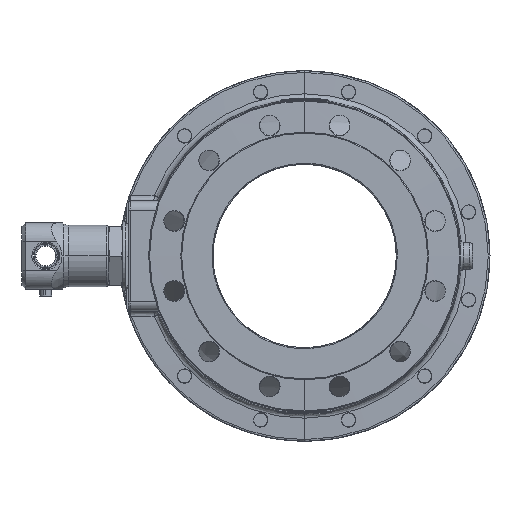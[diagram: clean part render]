
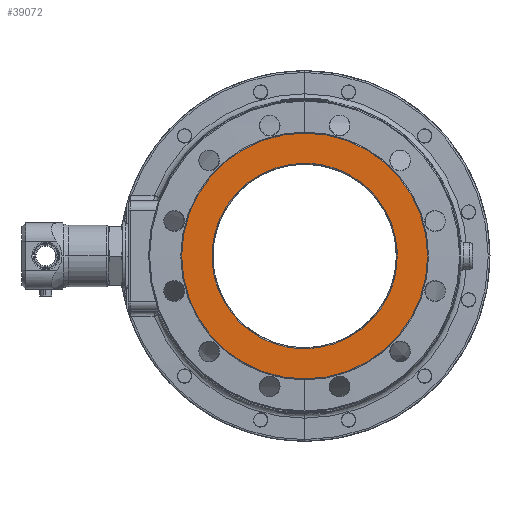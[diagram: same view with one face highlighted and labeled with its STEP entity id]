
A CAD part, left-side view. The second image highlights one B-rep face of the part: STEP entity #39072.
In plain terms, the highlighted planar face has unit normal (-1, 0, 0).
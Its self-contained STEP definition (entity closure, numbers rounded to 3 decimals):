
#38902 = VERTEX_POINT ( 'NONE', #67459 ) ;
#38965 = EDGE_CURVE ( 'NONE', #38966, #38902, #67624, .T. ) ;
#38966 = VERTEX_POINT ( 'NONE', #67674 ) ;
#38978 = EDGE_CURVE ( 'NONE', #38902, #38966, #67661, .T. ) ;
#39033 = ORIENTED_EDGE ( 'NONE', *, *, #39035, .F. ) ;
#39035 = EDGE_CURVE ( 'NONE', #39081, #39080, #67705, .T. ) ;
#39037 = EDGE_LOOP ( 'NONE', ( #39039, #39041 ) ) ;
#39039 = ORIENTED_EDGE ( 'NONE', *, *, #38965, .T. ) ;
#39041 = ORIENTED_EDGE ( 'NONE', *, *, #38978, .T. ) ;
#39072 = ADVANCED_FACE ( 'NONE', ( #67748, #67747 ), #67746, .T. ) ;
#39074 = EDGE_LOOP ( 'NONE', ( #39076, #39033 ) ) ;
#39076 = ORIENTED_EDGE ( 'NONE', *, *, #39078, .F. ) ;
#39078 = EDGE_CURVE ( 'NONE', #39080, #39081, #67740, .T. ) ;
#39080 = VERTEX_POINT ( 'NONE', #67741 ) ;
#39081 = VERTEX_POINT ( 'NONE', #67739 ) ;
#67459 = CARTESIAN_POINT ( 'NONE',  ( -200., 0., -134. ) ) ;
#67620 = DIRECTION ( 'NONE',  ( 0., 0., 1. ) ) ;
#67621 = DIRECTION ( 'NONE',  ( -1., 0., 0. ) ) ;
#67622 = CARTESIAN_POINT ( 'NONE',  ( -200., 0., 0. ) ) ;
#67623 = AXIS2_PLACEMENT_3D ( 'NONE', #67622, #67621, #67620 ) ;
#67624 = CIRCLE ( 'NONE', #67623, 134. ) ;
#67658 = DIRECTION ( 'NONE',  ( 0., 0., 1. ) ) ;
#67659 = DIRECTION ( 'NONE',  ( -1., 0., 0. ) ) ;
#67660 = AXIS2_PLACEMENT_3D ( 'NONE', #67667, #67659, #67658 ) ;
#67661 = CIRCLE ( 'NONE', #67660, 134. ) ;
#67667 = CARTESIAN_POINT ( 'NONE',  ( -200., 0., 0. ) ) ;
#67674 = CARTESIAN_POINT ( 'NONE',  ( -200., 0., 134. ) ) ;
#67701 = CARTESIAN_POINT ( 'NONE',  ( -200., 0., -101. ) ) ;
#67702 = CARTESIAN_POINT ( 'NONE',  ( -200., 202., -101. ) ) ;
#67703 = CARTESIAN_POINT ( 'NONE',  ( -200., 202., 101. ) ) ;
#67704 = CARTESIAN_POINT ( 'NONE',  ( -200., 0., 101. ) ) ;
#67705 =( BOUNDED_CURVE ( )  B_SPLINE_CURVE ( 3, ( #67704, #67703, #67702, #67701 ),
 .UNSPECIFIED., .F., .F. ) 
 B_SPLINE_CURVE_WITH_KNOTS ( ( 4, 4 ),
 ( 0., 1. ),
 .UNSPECIFIED. ) 
 CURVE ( )  GEOMETRIC_REPRESENTATION_ITEM ( )  RATIONAL_B_SPLINE_CURVE ( ( 0.957, 0.319, 0.319, 0.957 ) ) 
 REPRESENTATION_ITEM ( '' )  );
#67739 = CARTESIAN_POINT ( 'NONE',  ( -200., 0., 101. ) ) ;
#67740 =( BOUNDED_CURVE ( )  B_SPLINE_CURVE ( 3, ( #67792, #67791, #67790, #67789 ),
 .UNSPECIFIED., .F., .F. ) 
 B_SPLINE_CURVE_WITH_KNOTS ( ( 4, 4 ),
 ( 0., 1. ),
 .UNSPECIFIED. ) 
 CURVE ( )  GEOMETRIC_REPRESENTATION_ITEM ( )  RATIONAL_B_SPLINE_CURVE ( ( 0.957, 0.319, 0.319, 0.957 ) ) 
 REPRESENTATION_ITEM ( '' )  );
#67741 = CARTESIAN_POINT ( 'NONE',  ( -200., 0., -101. ) ) ;
#67742 = DIRECTION ( 'NONE',  ( 0., 0., 1. ) ) ;
#67743 = DIRECTION ( 'NONE',  ( -1., 0., 0. ) ) ;
#67744 = CARTESIAN_POINT ( 'NONE',  ( -200., -135.608, -135.608 ) ) ;
#67745 = AXIS2_PLACEMENT_3D ( 'NONE', #67744, #67743, #67742 ) ;
#67746 = PLANE ( 'NONE',  #67745 ) ;
#67747 = FACE_OUTER_BOUND ( 'NONE', #39037, .T. ) ;
#67748 = FACE_BOUND ( 'NONE', #39074, .T. ) ;
#67789 = CARTESIAN_POINT ( 'NONE',  ( -200., 0., 101. ) ) ;
#67790 = CARTESIAN_POINT ( 'NONE',  ( -200., -202., 101. ) ) ;
#67791 = CARTESIAN_POINT ( 'NONE',  ( -200., -202., -101. ) ) ;
#67792 = CARTESIAN_POINT ( 'NONE',  ( -200., 0., -101. ) ) ;
